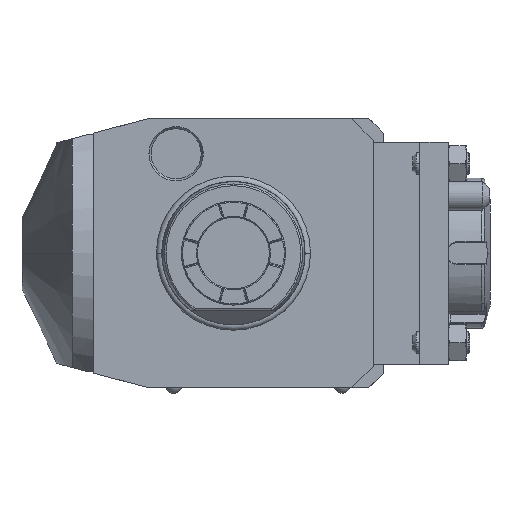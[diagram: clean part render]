
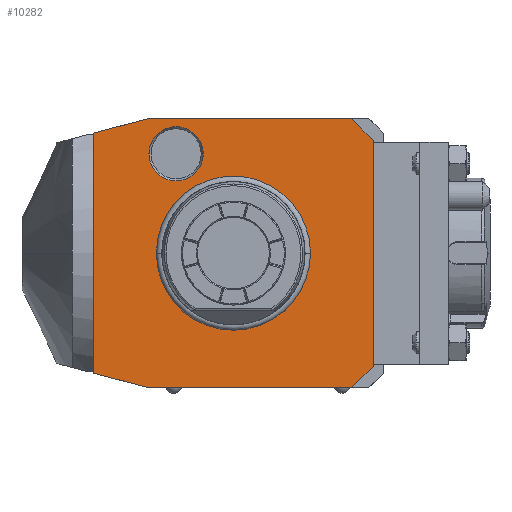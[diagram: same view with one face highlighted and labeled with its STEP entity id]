
A CAD part, front view. The second image highlights one B-rep face of the part: STEP entity #10282.
In plain terms, the highlighted planar face has unit normal (0, -1, 0).
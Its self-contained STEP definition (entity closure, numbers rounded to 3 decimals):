
#1=DIRECTION('',(0.966,0.,-0.259));
#2=VECTOR('',#1,15.529);
#3=CARTESIAN_POINT('',(-39.,0.,-33.481));
#4=LINE('',#3,#2);
#5=DIRECTION('',(0.,0.,-1.));
#6=VECTOR('',#5,66.962);
#7=CARTESIAN_POINT('',(-39.,0.,33.481));
#8=LINE('',#7,#6);
#9=DIRECTION('',(-0.966,0.,-0.259));
#10=VECTOR('',#9,15.529);
#11=CARTESIAN_POINT('',(-24.,0.,37.5));
#12=LINE('',#11,#10);
#13=DIRECTION('',(-1.,0.,0.));
#14=VECTOR('',#13,57.);
#15=CARTESIAN_POINT('',(33.,0.,37.5));
#16=LINE('',#15,#14);
#17=DIRECTION('',(-0.707,0.,0.707));
#18=VECTOR('',#17,8.485);
#19=CARTESIAN_POINT('',(39.,0.,31.5));
#20=LINE('',#19,#18);
#21=DIRECTION('',(0.,0.,1.));
#22=VECTOR('',#21,63.);
#23=CARTESIAN_POINT('',(39.,0.,-31.5));
#24=LINE('',#23,#22);
#25=DIRECTION('',(0.707,0.,0.707));
#26=VECTOR('',#25,8.485);
#27=CARTESIAN_POINT('',(33.,0.,-37.5));
#28=LINE('',#27,#26);
#29=DIRECTION('',(1.,0.,0.));
#30=VECTOR('',#29,57.);
#31=CARTESIAN_POINT('',(-24.,0.,-37.5));
#32=LINE('',#31,#30);
#33=CARTESIAN_POINT('',(-16.,0.,27.713));
#34=DIRECTION('',(0.,1.,0.));
#35=DIRECTION('',(-1.,0.,0.));
#36=AXIS2_PLACEMENT_3D('',#33,#34,#35);
#38=CARTESIAN_POINT('',(-16.,0.,27.713));
#39=DIRECTION('',(0.,1.,0.));
#40=DIRECTION('',(1.,0.,0.));
#41=AXIS2_PLACEMENT_3D('',#38,#39,#40);
#6870=CARTESIAN_POINT('',(0.,0.,0.));
#6871=DIRECTION('',(0.,-1.,0.));
#6872=DIRECTION('',(1.,0.,0.));
#6873=AXIS2_PLACEMENT_3D('',#6870,#6871,#6872);
#6875=CARTESIAN_POINT('',(0.,0.,0.));
#6876=DIRECTION('',(0.,-1.,0.));
#6877=DIRECTION('',(-1.,0.,0.));
#6878=AXIS2_PLACEMENT_3D('',#6875,#6876,#6877);
#9187=CARTESIAN_POINT('',(-23.577,0.,
27.713));
#9188=CARTESIAN_POINT('',(-8.423,0.,
27.713));
#9189=VERTEX_POINT('',#9187);
#9190=VERTEX_POINT('',#9188);
#10051=CARTESIAN_POINT('',(-39.,0.,-33.481));
#10052=CARTESIAN_POINT('',(-24.,0.,-37.5));
#10053=VERTEX_POINT('',#10051);
#10054=VERTEX_POINT('',#10052);
#10055=CARTESIAN_POINT('',(33.,0.,-37.5));
#10056=VERTEX_POINT('',#10055);
#10057=CARTESIAN_POINT('',(39.,0.,-31.5));
#10058=VERTEX_POINT('',#10057);
#10059=CARTESIAN_POINT('',(39.,0.,31.5));
#10060=VERTEX_POINT('',#10059);
#10061=CARTESIAN_POINT('',(33.,0.,37.5));
#10062=VERTEX_POINT('',#10061);
#10063=CARTESIAN_POINT('',(-24.,0.,37.5));
#10064=VERTEX_POINT('',#10063);
#10065=CARTESIAN_POINT('',(-39.,0.,33.481));
#10066=VERTEX_POINT('',#10065);
#10139=CARTESIAN_POINT('',(21.137,0.,0.));
#10140=CARTESIAN_POINT('',(-21.137,0.,0.));
#10141=VERTEX_POINT('',#10139);
#10142=VERTEX_POINT('',#10140);
#10247=CARTESIAN_POINT('',(0.,0.,0.));
#10248=DIRECTION('',(0.,-1.,0.));
#10249=DIRECTION('',(-1.,0.,0.));
#10250=AXIS2_PLACEMENT_3D('',#10247,#10248,#10249);
#10251=PLANE('',#10250);
#10253=ORIENTED_EDGE('',*,*,#10252,.F.);
#10255=ORIENTED_EDGE('',*,*,#10254,.F.);
#10257=ORIENTED_EDGE('',*,*,#10256,.F.);
#10259=ORIENTED_EDGE('',*,*,#10258,.F.);
#10261=ORIENTED_EDGE('',*,*,#10260,.F.);
#10263=ORIENTED_EDGE('',*,*,#10262,.F.);
#10265=ORIENTED_EDGE('',*,*,#10264,.F.);
#10267=ORIENTED_EDGE('',*,*,#10266,.F.);
#10268=EDGE_LOOP('',(#10253,#10255,#10257,#10259,#10261,#10263,#10265,#10267));
#10269=FACE_OUTER_BOUND('',#10268,.F.);
#10271=ORIENTED_EDGE('',*,*,#10270,.T.);
#10273=ORIENTED_EDGE('',*,*,#10272,.T.);
#10274=EDGE_LOOP('',(#10271,#10273));
#10275=FACE_BOUND('',#10274,.F.);
#10277=ORIENTED_EDGE('',*,*,#10276,.F.);
#10279=ORIENTED_EDGE('',*,*,#10278,.F.);
#10280=EDGE_LOOP('',(#10277,#10279));
#10281=FACE_BOUND('',#10280,.F.);
#37=CIRCLE('',#36,7.577);
#42=CIRCLE('',#41,7.577);
#6874=CIRCLE('',#6873,21.137);
#6879=CIRCLE('',#6878,21.137);
#10252=EDGE_CURVE('',#10053,#10054,#4,.T.);
#10254=EDGE_CURVE('',#10066,#10053,#8,.T.);
#10256=EDGE_CURVE('',#10064,#10066,#12,.T.);
#10258=EDGE_CURVE('',#10062,#10064,#16,.T.);
#10260=EDGE_CURVE('',#10060,#10062,#20,.T.);
#10262=EDGE_CURVE('',#10058,#10060,#24,.T.);
#10264=EDGE_CURVE('',#10056,#10058,#28,.T.);
#10266=EDGE_CURVE('',#10054,#10056,#32,.T.);
#10270=EDGE_CURVE('',#10141,#10142,#6874,.T.);
#10272=EDGE_CURVE('',#10142,#10141,#6879,.T.);
#10276=EDGE_CURVE('',#9189,#9190,#37,.T.);
#10278=EDGE_CURVE('',#9190,#9189,#42,.T.);
#10282=ADVANCED_FACE('',(#10269,#10275,#10281),#10251,.T.);
